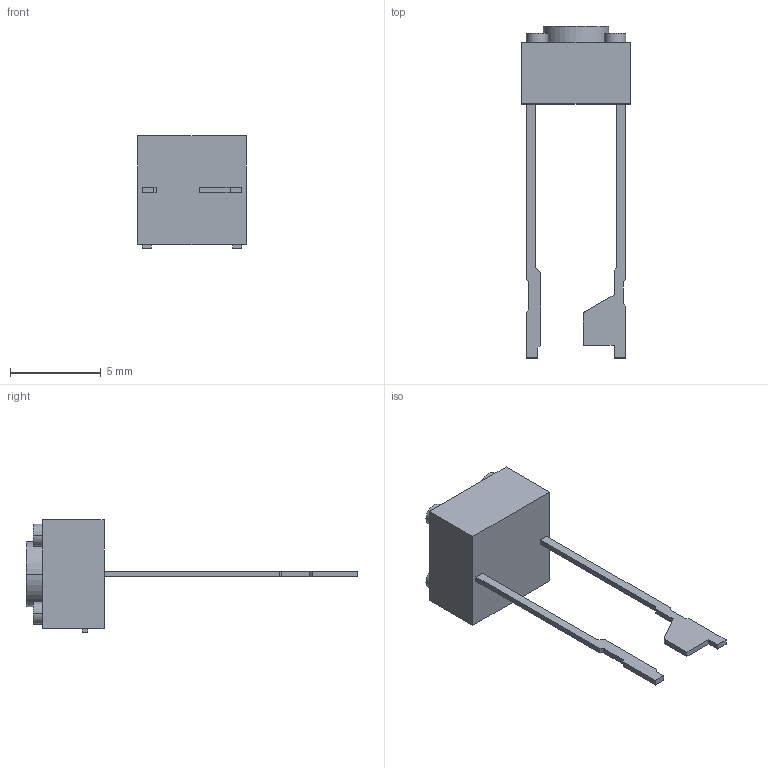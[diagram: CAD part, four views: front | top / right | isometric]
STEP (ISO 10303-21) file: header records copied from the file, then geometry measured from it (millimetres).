
FILE_DESCRIPTION(('STEP AP214'),'1');
FILE_NAME('b3f-6000.stp','2017-04-11T17:46:23',('TraceParts'),('TraceParts S.A.'),'Spatial InterOp 3D',' ',' ');
FILE_SCHEMA(('automotive_design'));
Length unit declared in the file: millimetre
Products named in the file (1): b3f-6000
Bounding box: 6 x 18.3 x 6.2 mm (x, y, z)
Volume: 139.7 mm3; surface area: 228.9 mm2
Topology: 1 solids, 1 shells, 60 faces, 147 edges, 98 vertices
Faces by surface type: plane 49, cylinder 11
Entity records: 2169 total; most frequent: CARTESIAN_POINT 306, ORIENTED_EDGE 294, DIRECTION 291, EDGE_CURVE 147, LINE 125, VECTOR 125, VERTEX_POINT 98, AXIS2_PLACEMENT_3D 83
